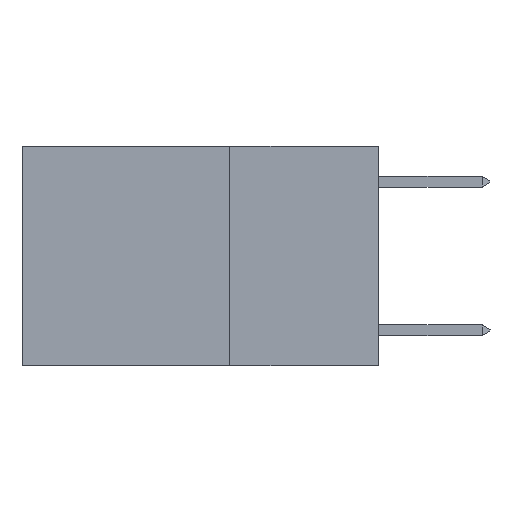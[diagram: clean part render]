
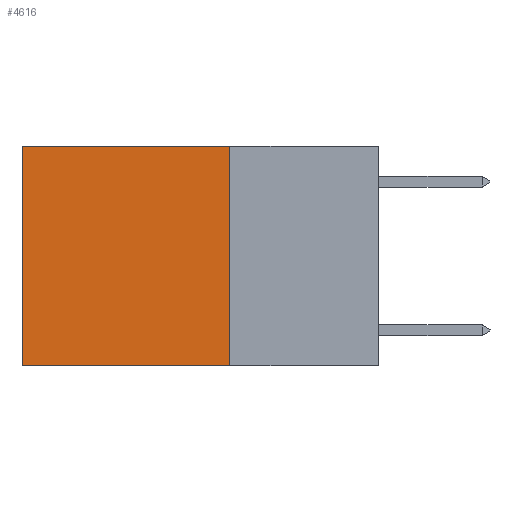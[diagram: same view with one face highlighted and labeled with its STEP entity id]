
A CAD part, left-side view. The second image highlights one B-rep face of the part: STEP entity #4616.
In plain terms, the highlighted planar face has unit normal (-1, 0, 0).
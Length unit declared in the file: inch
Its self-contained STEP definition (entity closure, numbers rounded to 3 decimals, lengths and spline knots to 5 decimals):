
#112 = DIRECTION ( 'NONE',  ( 0., 0., -1. ) ) ;
#114 = EDGE_CURVE ( 'NONE', #973, #3620, #8596, .T. ) ;
#197 = DIRECTION ( 'NONE',  ( 0., 1., 0. ) ) ;
#261 = CARTESIAN_POINT ( 'NONE',  ( 0.2625, 0.25, 0. ) ) ;
#727 = DIRECTION ( 'NONE',  ( 0., 1., 0. ) ) ;
#973 = VERTEX_POINT ( 'NONE', #1327 ) ;
#1031 = VECTOR ( 'NONE', #727, 39.37008 ) ;
#1104 = ORIENTED_EDGE ( 'NONE', *, *, #2763, .T. ) ;
#1327 = CARTESIAN_POINT ( 'NONE',  ( 0.2625, 0.25, 0. ) ) ;
#1393 = ORIENTED_EDGE ( 'NONE', *, *, #2104, .T. ) ;
#2104 = EDGE_CURVE ( 'NONE', #973, #4674, #2110, .T. ) ;
#2110 = LINE ( 'NONE', #261, #3703 ) ;
#2347 = EDGE_LOOP ( 'NONE', ( #1104, #6260, #8626, #1393 ) ) ;
#2553 = VECTOR ( 'NONE', #6968, 39.37008 ) ;
#2763 = EDGE_CURVE ( 'NONE', #4674, #6637, #11690, .T. ) ;
#2948 = DIRECTION ( 'NONE',  ( 0., 0., -1. ) ) ;
#3620 = VERTEX_POINT ( 'NONE', #7834 ) ;
#3703 = VECTOR ( 'NONE', #197, 39.37008 ) ;
#3993 = CARTESIAN_POINT ( 'NONE',  ( 0.2625, 0.6, 0. ) ) ;
#4616 = ADVANCED_FACE ( 'NONE', ( #7976 ), #7721, .F. ) ;
#4674 = VERTEX_POINT ( 'NONE', #8029 ) ;
#5406 = CARTESIAN_POINT ( 'NONE',  ( 0.2625, 0.25, 0. ) ) ;
#6097 = AXIS2_PLACEMENT_3D ( 'NONE', #10976, #8631, #2948 ) ;
#6225 = VECTOR ( 'NONE', #112, 39.37008 ) ;
#6260 = ORIENTED_EDGE ( 'NONE', *, *, #7024, .F. ) ;
#6637 = VERTEX_POINT ( 'NONE', #11189 ) ;
#6968 = DIRECTION ( 'NONE',  ( 0., 0., -1. ) ) ;
#7024 = EDGE_CURVE ( 'NONE', #3620, #6637, #10203, .T. ) ;
#7721 = PLANE ( 'NONE',  #6097 ) ;
#7834 = CARTESIAN_POINT ( 'NONE',  ( 0.2625, 0.25, -0.37 ) ) ;
#7976 = FACE_OUTER_BOUND ( 'NONE', #2347, .T. ) ;
#8029 = CARTESIAN_POINT ( 'NONE',  ( 0.2625, 0.6, 0. ) ) ;
#8596 = LINE ( 'NONE', #5406, #6225 ) ;
#8626 = ORIENTED_EDGE ( 'NONE', *, *, #114, .F. ) ;
#8631 = DIRECTION ( 'NONE',  ( 1., 0., 0. ) ) ;
#10203 = LINE ( 'NONE', #11494, #1031 ) ;
#10976 = CARTESIAN_POINT ( 'NONE',  ( 0.2625, 0.25, 0. ) ) ;
#11189 = CARTESIAN_POINT ( 'NONE',  ( 0.2625, 0.6, -0.37 ) ) ;
#11494 = CARTESIAN_POINT ( 'NONE',  ( 0.2625, 0.25, -0.37 ) ) ;
#11690 = LINE ( 'NONE', #3993, #2553 ) ;
